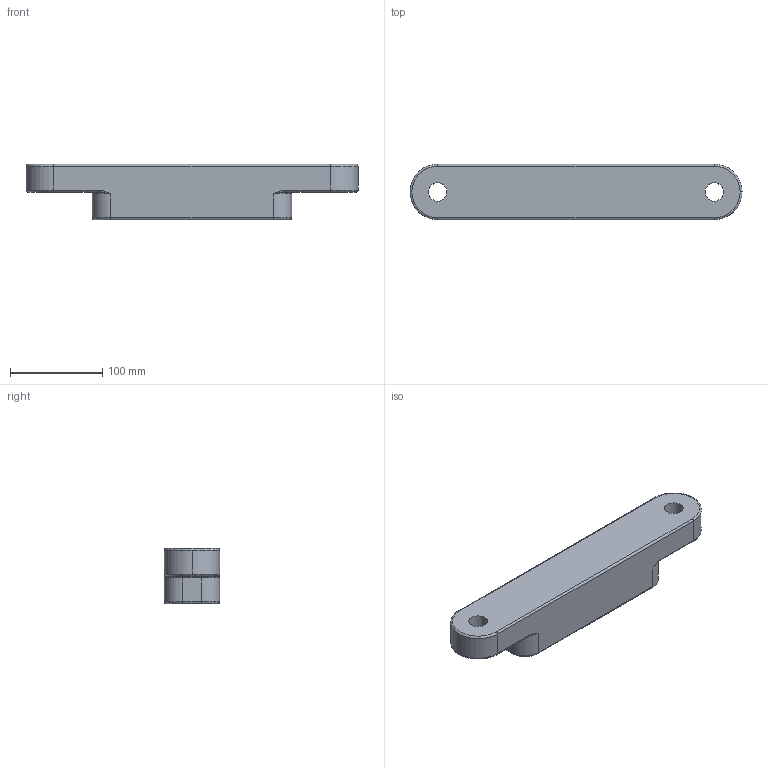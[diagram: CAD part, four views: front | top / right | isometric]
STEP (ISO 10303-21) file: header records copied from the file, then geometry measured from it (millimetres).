
FILE_DESCRIPTION (( 'STEP AP203' ), '1' );
FILE_NAME ('Link_Long_Default_sldprt.STEP', '2023-11-28T09:58:26', ( '' ), ( '' ), 'SwSTEP 2.0', 'SolidWorks 2018', '' );
FILE_SCHEMA (( 'CONFIG_CONTROL_DESIGN' ));
Length unit declared in the file: millimetre
Products named in the file (1): Link_Long_Default_sldprt
Bounding box: 360 x 60 x 60 mm (x, y, z)
Volume: 983146.3 mm3; surface area: 81757.5 mm2
Topology: 1 solids, 1 shells, 49 faces, 117 edges, 66 vertices
Faces by surface type: cylinder 23, torus 14, plane 8, bspline 4
Entity records: 1696 total; most frequent: CARTESIAN_POINT 485, DIRECTION 261, ORIENTED_EDGE 226, EDGE_CURVE 113, AXIS2_PLACEMENT_3D 110, VERTEX_POINT 66, CIRCLE 64, EDGE_LOOP 53
